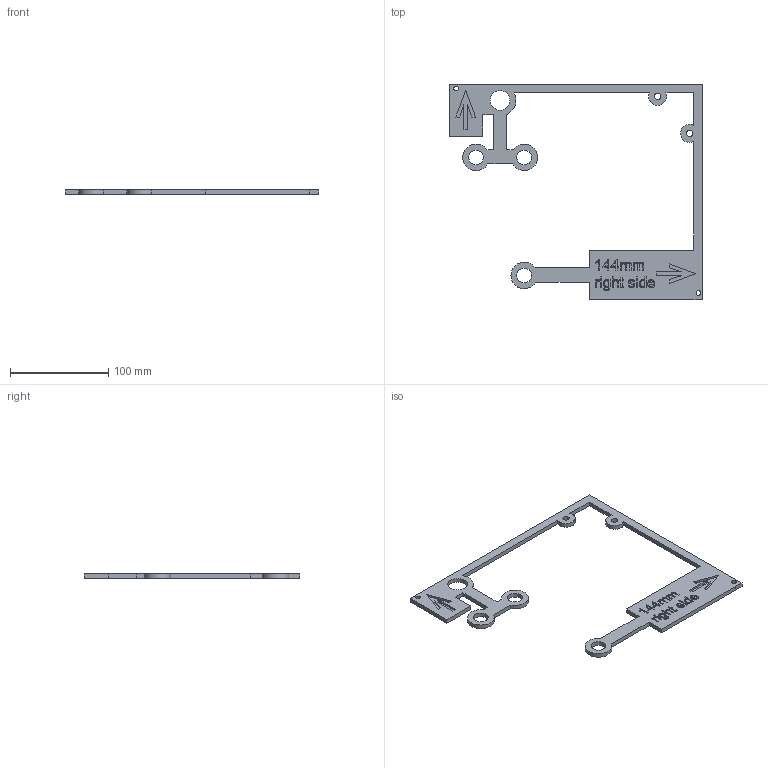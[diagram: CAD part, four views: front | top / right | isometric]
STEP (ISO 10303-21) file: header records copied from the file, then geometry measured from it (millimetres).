
FILE_DESCRIPTION(('HOOPS Exchange Step'),'2;1');
FILE_NAME('temp_export','2024-06-09T17:33:15+02:00',('Hacked'),('Shapr3D Limited'),'HOOPS Exchange 2024.2','Shapr3D','Authorized');
FILE_SCHEMA( ('AUTOMOTIVE_DESIGN { 1 0 10303 214 1 1 1 1 }') );
Length unit declared in the file: millimetre
Products named in the file (4): temp_import.step; root
Assembly tree (3 placements, depth 4):
  root
    temp_import.step
      temp_import.step
        temp_import.step
Bounding box: 257.74 x 219.32 x 4.5 mm (x, y, z)
Volume: 63638.3 mm3; surface area: 39770.6 mm2
Topology: 1 solids, 1 shells, 288 faces, 802 edges, 539 vertices
Faces by surface type: plane 177, bspline 93, cylinder 18
Full cylindrical faces by diameter (mm): 4.8 x2, 6.4 x2, 15 x3, 20 x1
Entity records: 11780 total; most frequent: CARTESIAN_POINT 4852, ORIENTED_EDGE 1604, DIRECTION 1063, EDGE_CURVE 802, VECTOR 567, LINE 567, VERTEX_POINT 539, EDGE_LOOP 327
